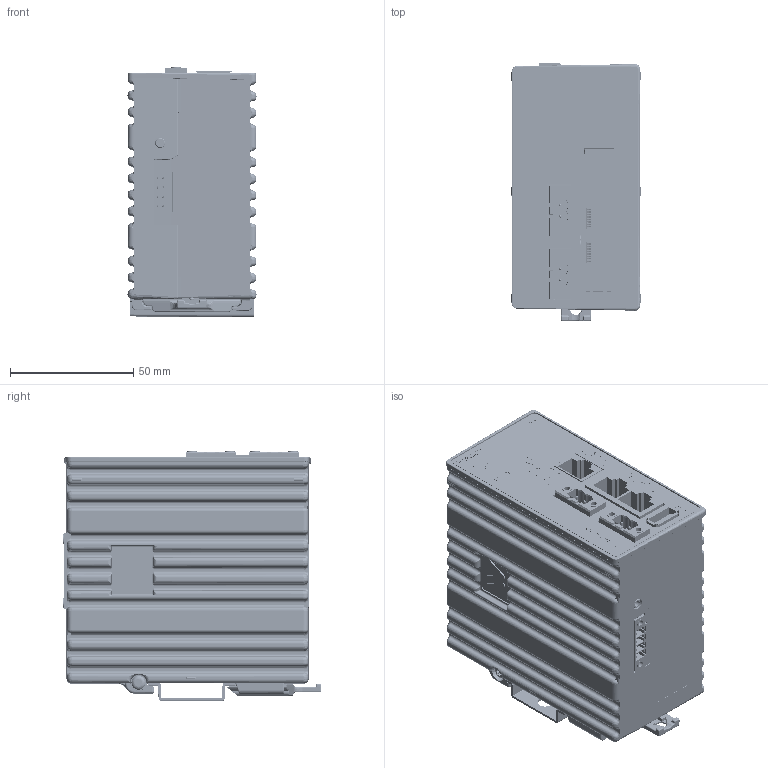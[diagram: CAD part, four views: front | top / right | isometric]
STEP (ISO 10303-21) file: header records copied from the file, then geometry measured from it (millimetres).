
FILE_DESCRIPTION (( 'STEP AP203' ), '1' );
FILE_NAME ('3642-0300.STEP', '2012-02-07T13:03:55', ( '' ), ( '' ), 'SwSTEP 2.0', 'SolidWorks 2011', '' );
FILE_SCHEMA (( 'CONFIG_CONTROL_DESIGN' ));
Products named in the file (26): 3642-0300; Pan Head Cross Recess Screw_ISO_ISO 7045 - M3 x 6 - Z --- 6N; MRT-TT-M2.5x6H-steel-fzb-Bufab_MRT-TT-M2.5x6H-steel-fzb-Bufab; 9003-0134_assy.encl.DIN_Lock_Lynx_cc; rail_50mm; M3x10_9029-mattssons_9029____3_10-mattssons; 9003-0135_assy.encl.DIN.beam_Lynx_cc; 9011-1587-U-01; 2010-5361_Tom; WR-com_usb_type_A_614_004_160_21; RJ45 2X2 MagJack_Utan LED; kontakt stift; 2X2 MagJack_Utan LED; 1X1 MagJack LP; 2010-5373_Tom; Stiftlist liten l嶟a_2p; 9003-0083_assy.encl._Top_Lynx_cc_Lynx+; 2010-5251_Tom; Stiftlist liten l嶟a_4p; 1908897; CUI INC, SJ1-2515-SMT; 9003-0084_assy.encl._Bottom_Lynx_cc_DDW-142
Assembly tree (27 placements, depth 4):
  3642-0300
    9003-0134_assy.encl.DIN_Lock_Lynx_cc
    Pan Head Cross Recess Screw_ISO_ISO 7045 - M3 x 6 - Z --- 6N
    M3x10_9029-mattssons_9029____3_10-mattssons  x2
    rail_50mm
    9003-0135_assy.encl.DIN.beam_Lynx_cc
    MRT-TT-M2.5x6H-steel-fzb-Bufab_MRT-TT-M2.5x6H-steel-fzb-Bufab
    9003-0083_assy.encl._Top_Lynx_cc_Lynx+
    2010-5361_Tom
      1X1 MagJack LP
      RJ45 2X2 MagJack_Utan LED
        kontakt stift  x2
        2X2 MagJack_Utan LED
      WR-com_usb_type_A_614_004_160_21
      2010-5361_Tom
    2010-5373_Tom
      Stiftlist liten l嶟a_2p  x2
      2010-5373_Tom
    2010-5251_Tom
      2010-5251_Tom
      1908897
      Stiftlist liten l嶟a_4p
      CUI INC, SJ1-2515-SMT
    9011-1587-U-01
    9003-0084_assy.encl._Bottom_Lynx_cc_DDW-142
  kontakt stift
Bounding box: 52.3 x 104.48 x 101.2 mm (x, y, z)
Volume: 145887.4 mm3; surface area: 160956.5 mm2
Topology: 23 solids, 23 shells, 6868 faces, 16755 edges, 10176 vertices
Faces by surface type: plane 2562, cylinder 1579, bspline 1242, cone 723, torus 681, sphere 81
Entity records: 232106 total; most frequent: CARTESIAN_POINT 94028, ORIENTED_EDGE 30250, DIRECTION 24743, EDGE_CURVE 15125, VERTEX_POINT 9364, AXIS2_PLACEMENT_3D 8259, LINE 8225, VECTOR 8225
